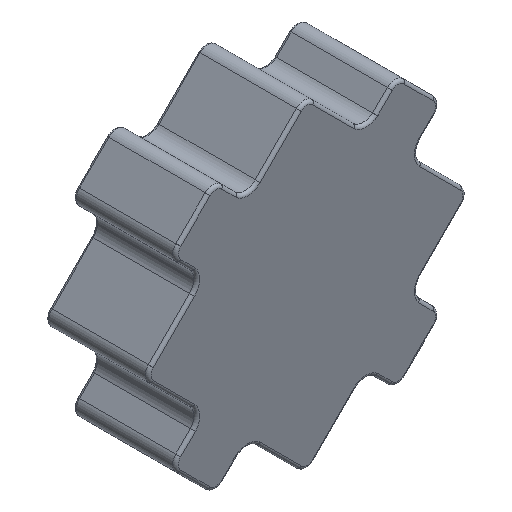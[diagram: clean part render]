
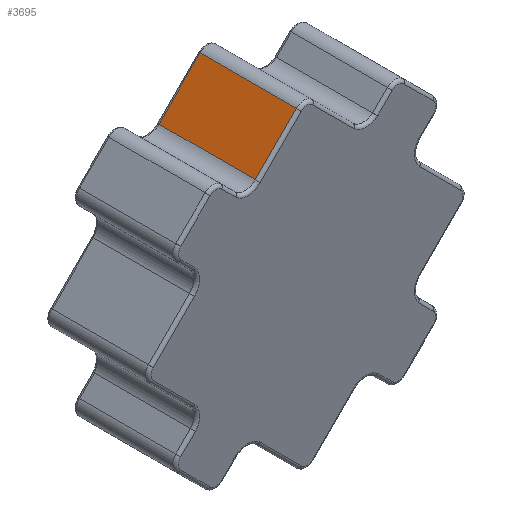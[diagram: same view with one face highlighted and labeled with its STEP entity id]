
A CAD part, isometric view. The second image highlights one B-rep face of the part: STEP entity #3695.
In plain terms, the highlighted planar face has unit normal (-0.707, 0, 0.707).
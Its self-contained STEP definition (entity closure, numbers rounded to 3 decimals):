
#117=PLANE('',#4143);
#383=FACE_OUTER_BOUND('',#625,.T.);
#625=EDGE_LOOP('',(#3194,#3195,#3196,#3197));
#872=LINE('',#5579,#1185);
#1107=LINE('',#6558,#1420);
#1115=LINE('',#6602,#1428);
#1116=LINE('',#6604,#1429);
#1185=VECTOR('',#4316,10.);
#1420=VECTOR('',#5157,10.);
#1428=VECTOR('',#5221,10.);
#1429=VECTOR('',#5224,10.);
#1519=VERTEX_POINT('',#5569);
#1521=VERTEX_POINT('',#5575);
#1774=VERTEX_POINT('',#6538);
#1775=VERTEX_POINT('',#6556);
#1850=EDGE_CURVE('',#1519,#1521,#872,.T.);
#2258=EDGE_CURVE('',#1774,#1775,#1107,.T.);
#2280=EDGE_CURVE('',#1775,#1519,#1115,.T.);
#2281=EDGE_CURVE('',#1521,#1774,#1116,.T.);
#3194=ORIENTED_EDGE('',*,*,#1850,.F.);
#3195=ORIENTED_EDGE('',*,*,#2280,.F.);
#3196=ORIENTED_EDGE('',*,*,#2258,.F.);
#3197=ORIENTED_EDGE('',*,*,#2281,.F.);
#3695=ADVANCED_FACE('',(#383),#117,.T.);
#4143=AXIS2_PLACEMENT_3D('',#6603,#5222,#5223);
#4316=DIRECTION('',(-0.707,0.,-0.707));
#5157=DIRECTION('',(0.707,0.,0.707));
#5221=DIRECTION('',(0.,-1.,0.));
#5222=DIRECTION('center_axis',(-0.707,0.,0.707));
#5223=DIRECTION('ref_axis',(-0.707,0.,-0.707));
#5224=DIRECTION('',(0.,1.,0.));
#5569=CARTESIAN_POINT('',(-3.182,-0.4,63.73));
#5575=CARTESIAN_POINT('',(-20.,-0.4,46.913));
#5579=CARTESIAN_POINT('',(-16.728,-0.4,50.184));
#6538=CARTESIAN_POINT('',(-20.,39.,46.913));
#6556=CARTESIAN_POINT('',(-3.182,39.,63.73));
#6558=CARTESIAN_POINT('',(-16.728,39.,50.184));
#6602=CARTESIAN_POINT('',(-3.182,0.,63.73));
#6603=CARTESIAN_POINT('Origin',(0.,0.,66.912));
#6604=CARTESIAN_POINT('',(-20.,0.,46.913));
